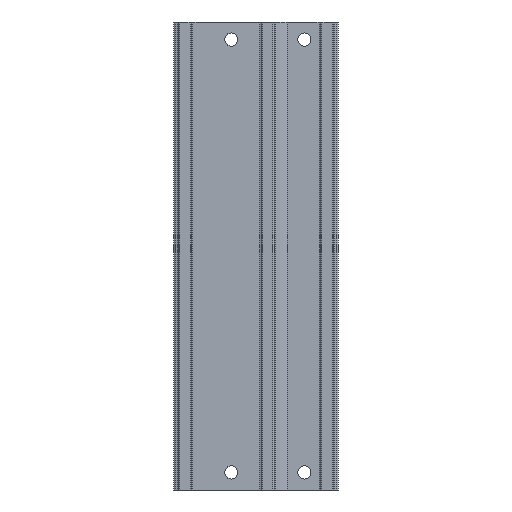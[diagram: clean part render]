
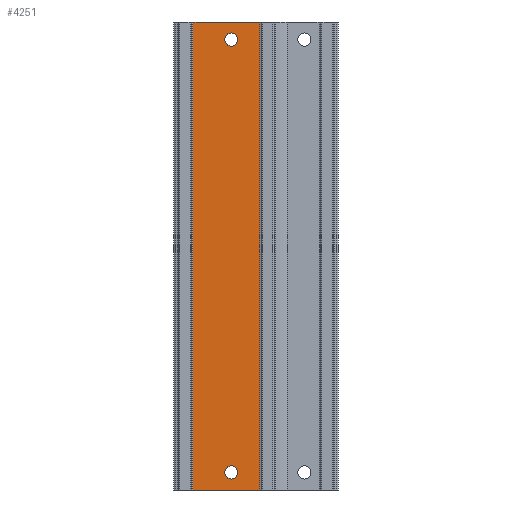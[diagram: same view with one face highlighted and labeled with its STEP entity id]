
A CAD part, front view. The second image highlights one B-rep face of the part: STEP entity #4251.
In plain terms, the highlighted planar face has unit normal (0, -1, 0).
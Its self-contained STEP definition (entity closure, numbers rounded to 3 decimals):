
#193=PLANE('',#4594);
#328=CIRCLE('',#4595,2.25);
#329=CIRCLE('',#4596,2.25);
#649=ORIENTED_EDGE('',*,*,#1759,.F.);
#650=ORIENTED_EDGE('',*,*,#1760,.F.);
#651=ORIENTED_EDGE('',*,*,#1761,.F.);
#652=ORIENTED_EDGE('',*,*,#1758,.F.);
#653=ORIENTED_EDGE('',*,*,#1762,.T.);
#654=ORIENTED_EDGE('',*,*,#1763,.T.);
#1758=EDGE_CURVE('',#2308,#2307,#2714,.T.);
#1759=EDGE_CURVE('',#2309,#2309,#328,.T.);
#1760=EDGE_CURVE('',#2310,#2310,#329,.T.);
#1761=EDGE_CURVE('',#2307,#2311,#2715,.T.);
#1762=EDGE_CURVE('',#2308,#2312,#2716,.T.);
#1763=EDGE_CURVE('',#2312,#2311,#2717,.T.);
#2307=VERTEX_POINT('',#6857);
#2308=VERTEX_POINT('',#6859);
#2309=VERTEX_POINT('',#6863);
#2310=VERTEX_POINT('',#6865);
#2311=VERTEX_POINT('',#6867);
#2312=VERTEX_POINT('',#6869);
#2714=LINE('',#6860,#3001);
#2715=LINE('',#6866,#3002);
#2716=LINE('',#6868,#3003);
#2717=LINE('',#6870,#3004);
#3001=VECTOR('',#5197,1000.);
#3002=VECTOR('',#5204,1000.);
#3003=VECTOR('',#5205,1000.);
#3004=VECTOR('',#5206,1000.);
#3290=EDGE_LOOP('',(#649));
#3291=EDGE_LOOP('',(#650));
#3292=EDGE_LOOP('',(#651,#652,#653,#654));
#3725=FACE_BOUND('',#3290,.T.);
#3726=FACE_BOUND('',#3291,.T.);
#3727=FACE_BOUND('',#3292,.T.);
#4251=ADVANCED_FACE('',(#3725,#3726,#3727),#193,.T.);
#4594=AXIS2_PLACEMENT_3D('',#6861,#5198,#5199);
#4595=AXIS2_PLACEMENT_3D('',#6862,#5200,#5201);
#4596=AXIS2_PLACEMENT_3D('',#6864,#5202,#5203);
#5197=DIRECTION('',(0.,0.,1.));
#5198=DIRECTION('',(0.,-1.,0.));
#5199=DIRECTION('',(0.,0.,-1.));
#5200=DIRECTION('',(0.,-1.,0.));
#5201=DIRECTION('',(0.,0.,-1.));
#5202=DIRECTION('',(0.,-1.,0.));
#5203=DIRECTION('',(0.,0.,-1.));
#5204=DIRECTION('',(1.,0.,0.));
#5205=DIRECTION('',(1.,0.,0.));
#5206=DIRECTION('',(0.,0.,1.));
#6857=CARTESIAN_POINT('',(-27.6,6.5,0.));
#6859=CARTESIAN_POINT('',(-27.6,6.5,-160.));
#6860=CARTESIAN_POINT('',(-27.6,6.5,-160.));
#6861=CARTESIAN_POINT('',(-27.6,6.5,-160.));
#6862=CARTESIAN_POINT('',(-14.5,6.5,-154.));
#6863=CARTESIAN_POINT('',(-14.5,6.5,-156.25));
#6864=CARTESIAN_POINT('',(-14.5,6.5,-6.));
#6865=CARTESIAN_POINT('',(-14.5,6.5,-8.25));
#6866=CARTESIAN_POINT('',(-27.6,6.5,0.));
#6867=CARTESIAN_POINT('',(-4.75,6.5,0.));
#6868=CARTESIAN_POINT('',(-27.6,6.5,-160.));
#6869=CARTESIAN_POINT('',(-4.75,6.5,-160.));
#6870=CARTESIAN_POINT('',(-4.75,6.5,-160.));
